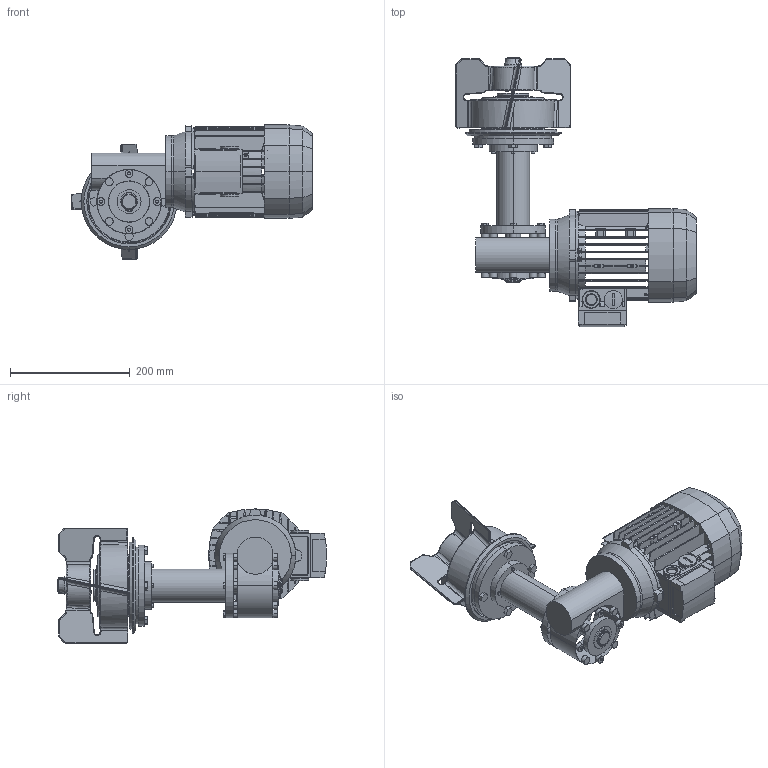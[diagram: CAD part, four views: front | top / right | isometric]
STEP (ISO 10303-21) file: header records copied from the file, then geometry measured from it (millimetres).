
FILE_DESCRIPTION (( 'STEP AP203' ), '1' );
FILE_NAME ('Complete mixer GMP5000 E2, standard (IEC).STEP', '2007-05-28T15:21:57', ( ' ' ), ( ' ' ), 'SwSTEP 2.0', 'SolidWorks 2005235', '' );
FILE_SCHEMA (( 'CONFIG_CONTROL_DESIGN' ));
Length unit declared in the file: millimetre
Products named in the file (1): Complete mixer GMP5000 E2, standard (IEC)
Bounding box: 402 x 449.35 x 224 mm (x, y, z)
Surface area: 546116.4 mm2 (no closed solid volume)
Topology: 0 solids, 39 shells, 1175 faces, 3826 edges, 2619 vertices
Faces by surface type: cylinder 438, plane 416, cone 153, bspline 102, torus 66
Entity records: 55016 total; most frequent: CARTESIAN_POINT 23788, ORIENTED_EDGE 6326, DIRECTION 6078, EDGE_CURVE 3823, VERTEX_POINT 2619, AXIS2_PLACEMENT_3D 2230, VECTOR 1618, LINE 1618
